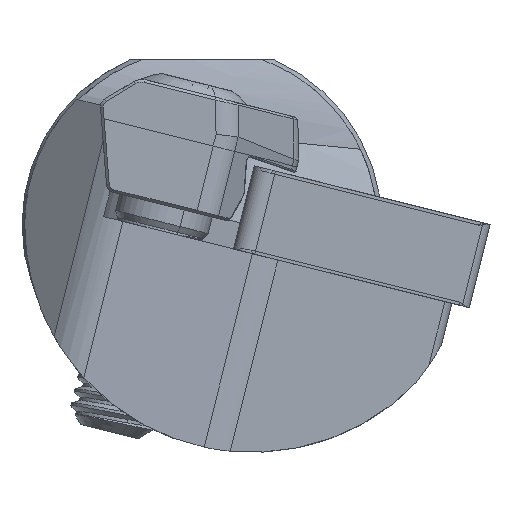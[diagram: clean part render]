
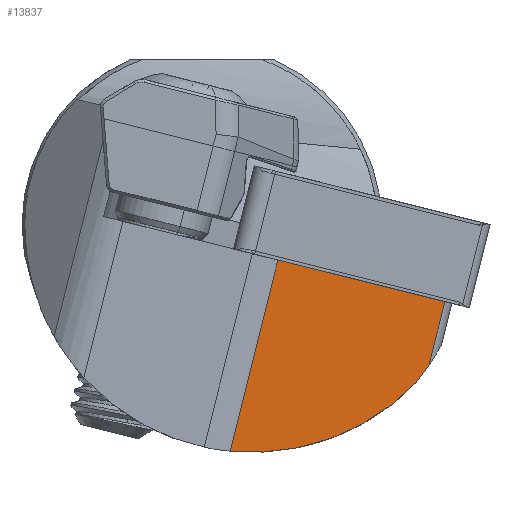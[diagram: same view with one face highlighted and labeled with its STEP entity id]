
A CAD part, left-side view. The second image highlights one B-rep face of the part: STEP entity #13837.
In plain terms, the highlighted planar face has unit normal (-0.866, -0.485, -0.121).
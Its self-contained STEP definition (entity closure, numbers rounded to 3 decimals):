
#139 = ORIENTED_EDGE ( 'NONE', *, *, #9474, .T. ) ;
#509 = CARTESIAN_POINT ( 'NONE',  ( -218.173, 53.818, -258.606 ) ) ;
#605 = VERTEX_POINT ( 'NONE', #3090 ) ;
#1001 = CARTESIAN_POINT ( 'NONE',  ( -221.449, -1.146, -14.701 ) ) ;
#1020 = VECTOR ( 'NONE', #13562, 1000. ) ;
#1172 = AXIS2_PLACEMENT_3D ( 'NONE', #6916, #5778, #8075 ) ;
#1369 =( BOUNDED_CURVE ( )  B_SPLINE_CURVE ( 3, ( #9518, #1001, #9565, #10661 ),
 .UNSPECIFIED., .F., .T. ) 
 B_SPLINE_CURVE_WITH_KNOTS ( ( 4, 4 ),
 ( 1.718, 2.617 ),
 .UNSPECIFIED. ) 
 CURVE ( )  GEOMETRIC_REPRESENTATION_ITEM ( )  RATIONAL_B_SPLINE_CURVE ( ( 1., 0.934, 0.934, 1. ) ) 
 REPRESENTATION_ITEM ( '' )  );
#1497 = CARTESIAN_POINT ( 'NONE',  ( -223.692, 2.762, -14.319 ) ) ;
#1599 = CARTESIAN_POINT ( 'NONE',  ( -218.341, -7.814, -10.21 ) ) ;
#1626 = PLANE ( 'NONE',  #1172 ) ;
#1725 = ORIENTED_EDGE ( 'NONE', *, *, #7221, .T. ) ;
#2625 = CARTESIAN_POINT ( 'NONE',  ( -218.173, -8.277, -9.554 ) ) ;
#2732 = VERTEX_POINT ( 'NONE', #1497 ) ;
#2766 = CARTESIAN_POINT ( 'NONE',  ( -218.438, -7.562, -10.523 ) ) ;
#3090 = CARTESIAN_POINT ( 'NONE',  ( -223.692, 0.113, -3.693 ) ) ;
#3175 = CARTESIAN_POINT ( 'NONE',  ( -223.692, 0.113, -3.693 ) ) ;
#3642 = VECTOR ( 'NONE', #13178, 1000. ) ;
#4296 =( BOUNDED_CURVE ( )  B_SPLINE_CURVE ( 3, ( #2625, #7997, #1599, #2766 ),
 .UNSPECIFIED., .F., .F. ) 
 B_SPLINE_CURVE_WITH_KNOTS ( ( 4, 4 ),
 ( 3.49, 3.576 ),
 .UNSPECIFIED. ) 
 CURVE ( )  GEOMETRIC_REPRESENTATION_ITEM ( )  RATIONAL_B_SPLINE_CURVE ( ( 1., 0.999, 0.999, 1. ) ) 
 REPRESENTATION_ITEM ( '' )  );
#5421 = EDGE_LOOP ( 'NONE', ( #9233, #1725, #11111, #139, #7114 ) ) ;
#5778 = DIRECTION ( 'NONE',  ( 0.866, 0.485, 0.121 ) ) ;
#6221 = EDGE_CURVE ( 'NONE', #2732, #605, #6457, .T. ) ;
#6246 = DIRECTION ( 'NONE',  ( -0.5, 0.84, 0.21 ) ) ;
#6457 = LINE ( 'NONE', #10912, #3642 ) ;
#6916 = CARTESIAN_POINT ( 'NONE',  ( -223.692, 63.093, -256.294 ) ) ;
#7015 = VECTOR ( 'NONE', #6246, 1000. ) ;
#7114 = ORIENTED_EDGE ( 'NONE', *, *, #9297, .F. ) ;
#7221 = EDGE_CURVE ( 'NONE', #7377, #605, #9821, .T. ) ;
#7377 = VERTEX_POINT ( 'NONE', #12099 ) ;
#7997 = CARTESIAN_POINT ( 'NONE',  ( -218.252, -8.053, -9.887 ) ) ;
#8075 = DIRECTION ( 'NONE',  ( 0., 0.242, -0.97 ) ) ;
#8920 = EDGE_CURVE ( 'NONE', #12347, #7377, #13458, .T. ) ;
#9037 = CARTESIAN_POINT ( 'NONE',  ( -218.438, -7.562, -10.523 ) ) ;
#9233 = ORIENTED_EDGE ( 'NONE', *, *, #8920, .T. ) ;
#9297 = EDGE_CURVE ( 'NONE', #12347, #11114, #4296, .T. ) ;
#9474 = EDGE_CURVE ( 'NONE', #2732, #11114, #1369, .T. ) ;
#9518 = CARTESIAN_POINT ( 'NONE',  ( -223.692, 2.762, -14.319 ) ) ;
#9565 = CARTESIAN_POINT ( 'NONE',  ( -219.573, -4.832, -13.346 ) ) ;
#9821 = LINE ( 'NONE', #3175, #7015 ) ;
#10661 = CARTESIAN_POINT ( 'NONE',  ( -218.438, -7.562, -10.523 ) ) ;
#10912 = CARTESIAN_POINT ( 'NONE',  ( -223.692, 63.093, -256.294 ) ) ;
#11111 = ORIENTED_EDGE ( 'NONE', *, *, #6221, .F. ) ;
#11114 = VERTEX_POINT ( 'NONE', #9037 ) ;
#11680 = FACE_OUTER_BOUND ( 'NONE', #5421, .T. ) ;
#12099 = CARTESIAN_POINT ( 'NONE',  ( -218.173, -9.162, -6.006 ) ) ;
#12347 = VERTEX_POINT ( 'NONE', #13735 ) ;
#13178 = DIRECTION ( 'NONE',  ( 0., -0.242, 0.97 ) ) ;
#13458 = LINE ( 'NONE', #509, #1020 ) ;
#13562 = DIRECTION ( 'NONE',  ( 0., -0.242, 0.97 ) ) ;
#13735 = CARTESIAN_POINT ( 'NONE',  ( -218.173, -8.277, -9.554 ) ) ;
#13837 = ADVANCED_FACE ( 'NONE', ( #11680 ), #1626, .F. ) ;
